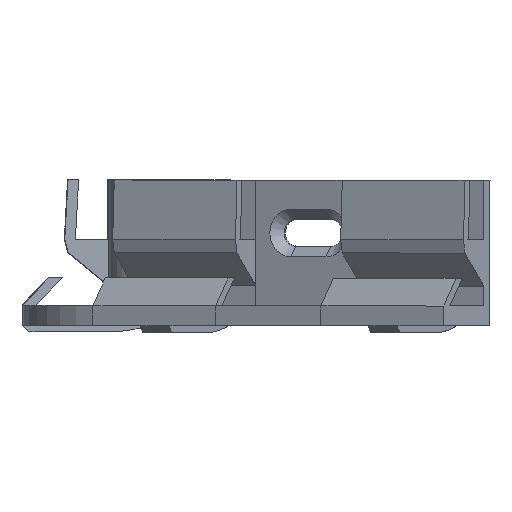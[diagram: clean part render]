
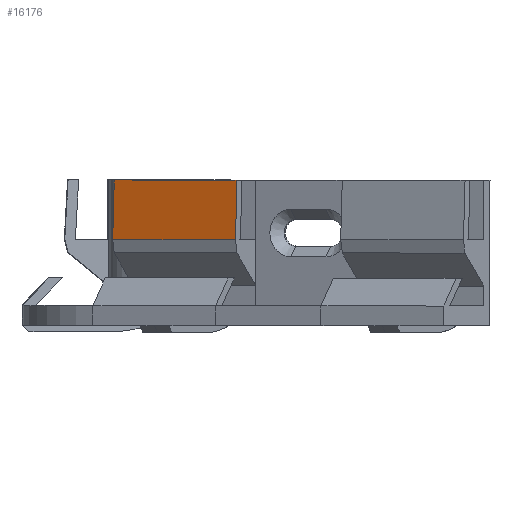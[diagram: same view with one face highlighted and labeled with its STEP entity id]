
A CAD part, left-side view. The second image highlights one B-rep face of the part: STEP entity #16176.
In plain terms, the highlighted face is planar.
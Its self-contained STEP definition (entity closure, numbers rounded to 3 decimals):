
#14281 = PLANE('',#14282);
#14282 = AXIS2_PLACEMENT_3D('',#14283,#14284,#14285);
#14283 = CARTESIAN_POINT('',(-10.5,5.766,9.503));
#14284 = DIRECTION('',(-1.,0.,0.));
#14285 = DIRECTION('',(0.,0.,1.));
#14715 = PLANE('',#14716);
#14716 = AXIS2_PLACEMENT_3D('',#14717,#14718,#14719);
#14717 = CARTESIAN_POINT('',(10.5,5.766,9.503));
#14718 = DIRECTION('',(-1.,0.,0.));
#14719 = DIRECTION('',(0.,0.,1.));
#14975 = VERTEX_POINT('',#14976);
#14976 = CARTESIAN_POINT('',(-10.5,8.1,22.));
#14990 = PLANE('',#14991);
#14991 = AXIS2_PLACEMENT_3D('',#14992,#14993,#14994);
#14992 = CARTESIAN_POINT('',(0.,6.5,22.));
#14993 = DIRECTION('',(0.,0.,-1.));
#14994 = DIRECTION('',(0.,1.,0.));
#15002 = EDGE_CURVE('',#14975,#15003,#15005,.T.);
#15003 = VERTEX_POINT('',#15004);
#15004 = CARTESIAN_POINT('',(-10.5,8.6,13.));
#15005 = SURFACE_CURVE('',#15006,(#15010,#15017),.PCURVE_S1.);
#15006 = LINE('',#15007,#15008);
#15007 = CARTESIAN_POINT('',(-10.5,8.1,22.));
#15008 = VECTOR('',#15009,1.);
#15009 = DIRECTION('',(0.,0.055,-0.998));
#15010 = PCURVE('',#14281,#15011);
#15011 = DEFINITIONAL_REPRESENTATION('',(#15012),#15016);
#15012 = LINE('',#15013,#15014);
#15013 = CARTESIAN_POINT('',(12.497,2.334));
#15014 = VECTOR('',#15015,1.);
#15015 = DIRECTION('',(-0.998,0.055));
#15016 = ( GEOMETRIC_REPRESENTATION_CONTEXT(2) 
PARAMETRIC_REPRESENTATION_CONTEXT() REPRESENTATION_CONTEXT('2D SPACE',''
  ) );
#15017 = PCURVE('',#15018,#15023);
#15018 = PLANE('',#15019);
#15019 = AXIS2_PLACEMENT_3D('',#15020,#15021,#15022);
#15020 = CARTESIAN_POINT('',(0.,8.1,22.));
#15021 = DIRECTION('',(-0.,-0.998,-0.055));
#15022 = DIRECTION('',(0.,0.055,-0.998));
#15023 = DEFINITIONAL_REPRESENTATION('',(#15024),#15028);
#15024 = LINE('',#15025,#15026);
#15025 = CARTESIAN_POINT('',(0.,-10.5));
#15026 = VECTOR('',#15027,1.);
#15027 = DIRECTION('',(1.,0.));
#15028 = ( GEOMETRIC_REPRESENTATION_CONTEXT(2) 
PARAMETRIC_REPRESENTATION_CONTEXT() REPRESENTATION_CONTEXT('2D SPACE',''
  ) );
#15046 = PLANE('',#15047);
#15047 = AXIS2_PLACEMENT_3D('',#15048,#15049,#15050);
#15048 = CARTESIAN_POINT('',(0.,8.6,13.));
#15049 = DIRECTION('',(0.,-0.97,0.243));
#15050 = DIRECTION('',(-0.,-0.243,-0.97));
#15821 = VERTEX_POINT('',#15822);
#15822 = CARTESIAN_POINT('',(10.5,8.1,22.));
#15843 = EDGE_CURVE('',#15821,#15844,#15846,.T.);
#15844 = VERTEX_POINT('',#15845);
#15845 = CARTESIAN_POINT('',(10.5,8.6,13.));
#15846 = SURFACE_CURVE('',#15847,(#15851,#15858),.PCURVE_S1.);
#15847 = LINE('',#15848,#15849);
#15848 = CARTESIAN_POINT('',(10.5,8.1,22.));
#15849 = VECTOR('',#15850,1.);
#15850 = DIRECTION('',(0.,0.055,-0.998));
#15851 = PCURVE('',#14715,#15852);
#15852 = DEFINITIONAL_REPRESENTATION('',(#15853),#15857);
#15853 = LINE('',#15854,#15855);
#15854 = CARTESIAN_POINT('',(12.497,2.334));
#15855 = VECTOR('',#15856,1.);
#15856 = DIRECTION('',(-0.998,0.055));
#15857 = ( GEOMETRIC_REPRESENTATION_CONTEXT(2) 
PARAMETRIC_REPRESENTATION_CONTEXT() REPRESENTATION_CONTEXT('2D SPACE',''
  ) );
#15858 = PCURVE('',#15018,#15859);
#15859 = DEFINITIONAL_REPRESENTATION('',(#15860),#15864);
#15860 = LINE('',#15861,#15862);
#15861 = CARTESIAN_POINT('',(0.,10.5));
#15862 = VECTOR('',#15863,1.);
#15863 = DIRECTION('',(1.,0.));
#15864 = ( GEOMETRIC_REPRESENTATION_CONTEXT(2) 
PARAMETRIC_REPRESENTATION_CONTEXT() REPRESENTATION_CONTEXT('2D SPACE',''
  ) );
#16154 = EDGE_CURVE('',#15821,#14975,#16155,.T.);
#16155 = SURFACE_CURVE('',#16156,(#16160,#16167),.PCURVE_S1.);
#16156 = LINE('',#16157,#16158);
#16157 = CARTESIAN_POINT('',(10.5,8.1,22.));
#16158 = VECTOR('',#16159,1.);
#16159 = DIRECTION('',(-1.,0.,0.));
#16160 = PCURVE('',#14990,#16161);
#16161 = DEFINITIONAL_REPRESENTATION('',(#16162),#16166);
#16162 = LINE('',#16163,#16164);
#16163 = CARTESIAN_POINT('',(1.6,10.5));
#16164 = VECTOR('',#16165,1.);
#16165 = DIRECTION('',(0.,-1.));
#16166 = ( GEOMETRIC_REPRESENTATION_CONTEXT(2) 
PARAMETRIC_REPRESENTATION_CONTEXT() REPRESENTATION_CONTEXT('2D SPACE',''
  ) );
#16167 = PCURVE('',#15018,#16168);
#16168 = DEFINITIONAL_REPRESENTATION('',(#16169),#16173);
#16169 = LINE('',#16170,#16171);
#16170 = CARTESIAN_POINT('',(0.,10.5));
#16171 = VECTOR('',#16172,1.);
#16172 = DIRECTION('',(0.,-1.));
#16173 = ( GEOMETRIC_REPRESENTATION_CONTEXT(2) 
PARAMETRIC_REPRESENTATION_CONTEXT() REPRESENTATION_CONTEXT('2D SPACE',''
  ) );
#16176 = ADVANCED_FACE('',(#16177),#15018,.F.);
#16177 = FACE_BOUND('',#16178,.F.);
#16178 = EDGE_LOOP('',(#16179,#16180,#16201,#16202));
#16179 = ORIENTED_EDGE('',*,*,#15002,.T.);
#16180 = ORIENTED_EDGE('',*,*,#16181,.F.);
#16181 = EDGE_CURVE('',#15844,#15003,#16182,.T.);
#16182 = SURFACE_CURVE('',#16183,(#16187,#16194),.PCURVE_S1.);
#16183 = LINE('',#16184,#16185);
#16184 = CARTESIAN_POINT('',(10.5,8.6,13.));
#16185 = VECTOR('',#16186,1.);
#16186 = DIRECTION('',(-1.,0.,0.));
#16187 = PCURVE('',#15018,#16188);
#16188 = DEFINITIONAL_REPRESENTATION('',(#16189),#16193);
#16189 = LINE('',#16190,#16191);
#16190 = CARTESIAN_POINT('',(9.014,10.5));
#16191 = VECTOR('',#16192,1.);
#16192 = DIRECTION('',(0.,-1.));
#16193 = ( GEOMETRIC_REPRESENTATION_CONTEXT(2) 
PARAMETRIC_REPRESENTATION_CONTEXT() REPRESENTATION_CONTEXT('2D SPACE',''
  ) );
#16194 = PCURVE('',#15046,#16195);
#16195 = DEFINITIONAL_REPRESENTATION('',(#16196),#16200);
#16196 = LINE('',#16197,#16198);
#16197 = CARTESIAN_POINT('',(-0.,10.5));
#16198 = VECTOR('',#16199,1.);
#16199 = DIRECTION('',(0.,-1.));
#16200 = ( GEOMETRIC_REPRESENTATION_CONTEXT(2) 
PARAMETRIC_REPRESENTATION_CONTEXT() REPRESENTATION_CONTEXT('2D SPACE',''
  ) );
#16201 = ORIENTED_EDGE('',*,*,#15843,.F.);
#16202 = ORIENTED_EDGE('',*,*,#16154,.T.);
